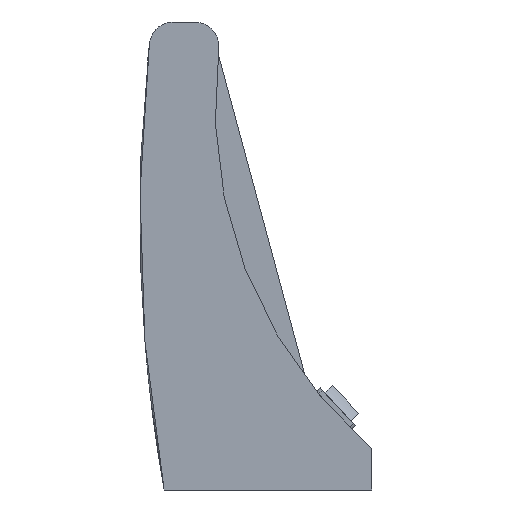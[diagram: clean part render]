
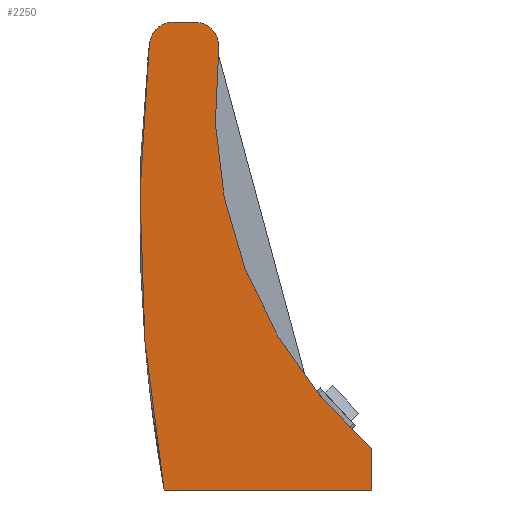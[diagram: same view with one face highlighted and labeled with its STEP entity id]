
A CAD part, left-side view. The second image highlights one B-rep face of the part: STEP entity #2250.
In plain terms, the highlighted planar face has unit normal (-1, 0, 0).
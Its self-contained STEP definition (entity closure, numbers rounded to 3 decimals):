
#62 = CIRCLE ( 'NONE', #1802, 7. ) ;
#94 = CARTESIAN_POINT ( 'NONE',  ( -280., 64.239, 128.833 ) ) ;
#152 = CARTESIAN_POINT ( 'NONE',  ( -280., 51.182, 128.059 ) ) ;
#164 = AXIS2_PLACEMENT_3D ( 'NONE', #1525, #3369, #1785 ) ;
#166 = DIRECTION ( 'NONE',  ( 0., 1., 0. ) ) ;
#182 = AXIS2_PLACEMENT_3D ( 'NONE', #2818, #1246, #3089 ) ;
#234 = ORIENTED_EDGE ( 'NONE', *, *, #946, .F. ) ;
#417 = DIRECTION ( 'NONE',  ( 0., 0., -1. ) ) ;
#478 = CIRCLE ( 'NONE', #182, 450. ) ;
#505 = VERTEX_POINT ( 'NONE', #2928 ) ;
#597 = CARTESIAN_POINT ( 'NONE',  ( -280., 0., 12. ) ) ;
#627 = CARTESIAN_POINT ( 'NONE',  ( -280., 60., 0. ) ) ;
#632 = VERTEX_POINT ( 'NONE', #2989 ) ;
#692 = DIRECTION ( 'NONE',  ( 1., 0., 0. ) ) ;
#706 = CARTESIAN_POINT ( 'NONE',  ( -280., 0., 12. ) ) ;
#832 = FACE_OUTER_BOUND ( 'NONE', #2181, .T. ) ;
#872 = PLANE ( 'NONE',  #2253 ) ;
#946 = EDGE_CURVE ( 'NONE', #1879, #2849, #2506, .T. ) ;
#1017 = AXIS2_PLACEMENT_3D ( 'NONE', #152, #1961, #417 ) ;
#1144 = ORIENTED_EDGE ( 'NONE', *, *, #1458, .F. ) ;
#1246 = DIRECTION ( 'NONE',  ( 1., 0., 0. ) ) ;
#1357 = LINE ( 'NONE', #2189, #3376 ) ;
#1367 = LINE ( 'NONE', #1971, #1459 ) ;
#1394 = DIRECTION ( 'NONE',  ( 0., 0., 1. ) ) ;
#1458 = EDGE_CURVE ( 'NONE', #1654, #2270, #478, .T. ) ;
#1459 = VECTOR ( 'NONE', #166, 1000. ) ;
#1470 = ORIENTED_EDGE ( 'NONE', *, *, #2637, .F. ) ;
#1525 = CARTESIAN_POINT ( 'NONE',  ( -280., -84.703, 110.618 ) ) ;
#1568 = ORIENTED_EDGE ( 'NONE', *, *, #2300, .F. ) ;
#1616 = DIRECTION ( 'NONE',  ( 0., 0., -1. ) ) ;
#1654 = VERTEX_POINT ( 'NONE', #627 ) ;
#1785 = DIRECTION ( 'NONE',  ( 0., 0., 1. ) ) ;
#1802 = AXIS2_PLACEMENT_3D ( 'NONE', #2254, #692, #2520 ) ;
#1879 = VERTEX_POINT ( 'NONE', #2161 ) ;
#1890 = VECTOR ( 'NONE', #1616, 1000. ) ;
#1961 = DIRECTION ( 'NONE',  ( 1., 0., 0. ) ) ;
#1971 = CARTESIAN_POINT ( 'NONE',  ( -280., 0., 0. ) ) ;
#2075 = VERTEX_POINT ( 'NONE', #706 ) ;
#2078 = EDGE_CURVE ( 'NONE', #2849, #2075, #3345, .T. ) ;
#2161 = CARTESIAN_POINT ( 'NONE',  ( -280., 51.182, 135.059 ) ) ;
#2181 = EDGE_LOOP ( 'NONE', ( #2853, #234, #1568, #3319, #1144, #2597, #1470 ) ) ;
#2189 = CARTESIAN_POINT ( 'NONE',  ( -280., 57.282, 135.059 ) ) ;
#2250 = ADVANCED_FACE ( 'NONE', ( #832 ), #872, .T. ) ;
#2253 = AXIS2_PLACEMENT_3D ( 'NONE', #2703, #2966, #1394 ) ;
#2254 = CARTESIAN_POINT ( 'NONE',  ( -280., 57.282, 128.059 ) ) ;
#2270 = VERTEX_POINT ( 'NONE', #94 ) ;
#2300 = EDGE_CURVE ( 'NONE', #632, #1879, #1357, .T. ) ;
#2433 = LINE ( 'NONE', #597, #1890 ) ;
#2506 = CIRCLE ( 'NONE', #1017, 7. ) ;
#2520 = DIRECTION ( 'NONE',  ( 0., 0., 1. ) ) ;
#2597 = ORIENTED_EDGE ( 'NONE', *, *, #3355, .F. ) ;
#2637 = EDGE_CURVE ( 'NONE', #2075, #505, #2433, .T. ) ;
#2703 = CARTESIAN_POINT ( 'NONE',  ( -280., -84.703, 110.618 ) ) ;
#2728 = DIRECTION ( 'NONE',  ( 0., -1., 0. ) ) ;
#2818 = CARTESIAN_POINT ( 'NONE',  ( -280., -383., 79.063 ) ) ;
#2849 = VERTEX_POINT ( 'NONE', #3046 ) ;
#2853 = ORIENTED_EDGE ( 'NONE', *, *, #2078, .F. ) ;
#2928 = CARTESIAN_POINT ( 'NONE',  ( -280., 0., 0. ) ) ;
#2966 = DIRECTION ( 'NONE',  ( -1., 0., 0. ) ) ;
#2989 = CARTESIAN_POINT ( 'NONE',  ( -280., 57.282, 135.059 ) ) ;
#3046 = CARTESIAN_POINT ( 'NONE',  ( -280., 44.239, 127.168 ) ) ;
#3089 = DIRECTION ( 'NONE',  ( 0., 0., -1. ) ) ;
#3319 = ORIENTED_EDGE ( 'NONE', *, *, #3368, .F. ) ;
#3345 = CIRCLE ( 'NONE', #164, 130. ) ;
#3355 = EDGE_CURVE ( 'NONE', #505, #1654, #1367, .T. ) ;
#3368 = EDGE_CURVE ( 'NONE', #2270, #632, #62, .T. ) ;
#3369 = DIRECTION ( 'NONE',  ( -1., 0., 0. ) ) ;
#3376 = VECTOR ( 'NONE', #2728, 1000. ) ;
